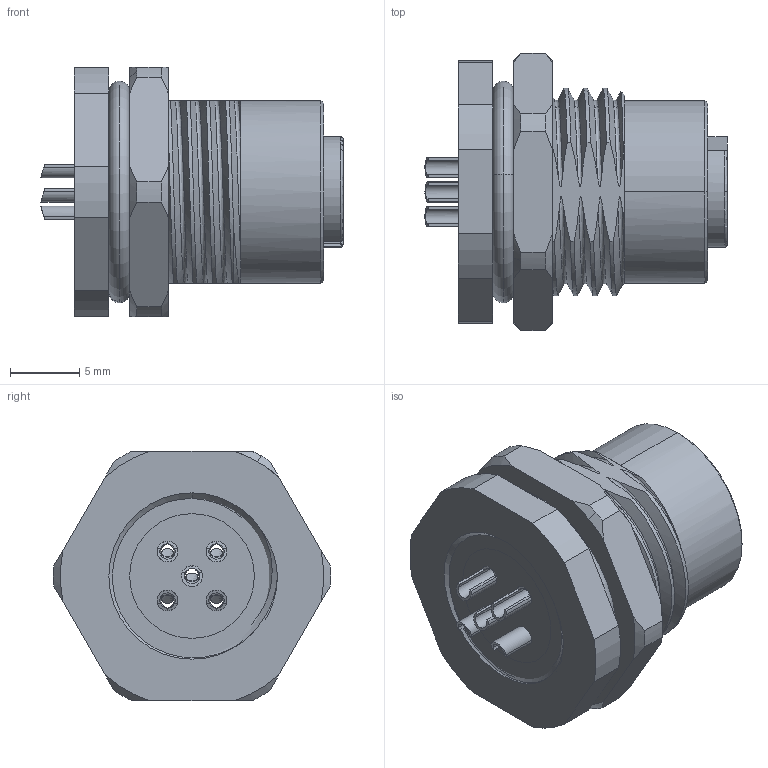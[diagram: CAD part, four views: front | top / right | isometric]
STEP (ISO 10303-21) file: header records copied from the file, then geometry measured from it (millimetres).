
FILE_DESCRIPTION (( 'STEP AP203' ), '1' );
FILE_NAME ('54-00385_revA.STEP', '2023-05-19T15:54:38', ( '' ), ( '' ), 'SwSTEP 2.0', 'SolidWorks 2021', '' );
FILE_SCHEMA (( 'CONFIG_CONTROL_DESIGN' ));
Length unit declared in the file: millimetre
Products named in the file (7): 54-00385-01___; 54-00385-05___; 54-00385_revA; 54-00385-04___; 54-00385-06___; 54-00385-03___; 54-00385-02___
Assembly tree (10 placements, depth 2):
  54-00385_revA
    54-00385-01___
    54-00385-02___
    54-00385-03___  x5
    54-00385-06___
    54-00385-05___
    54-00385-04___
Bounding box: 21.8 x 19.99 x 18 mm (x, y, z)
Volume: 2888 mm3; surface area: 5660.1 mm2
Topology: 11 solids, 11 shells, 652 faces, 1682 edges, 1068 vertices
Faces by surface type: cylinder 216, plane 180, torus 103, cone 80, bspline 73
Entity records: 23648 total; most frequent: CARTESIAN_POINT 15766, ORIENTED_EDGE 1628, DIRECTION 1318, EDGE_CURVE 814, AXIS2_PLACEMENT_3D 527, VERTEX_POINT 524, EDGE_LOOP 342, ADVANCED_FACE 312
